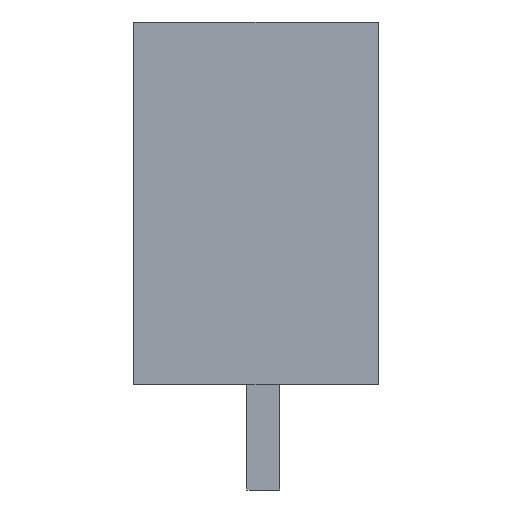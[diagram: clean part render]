
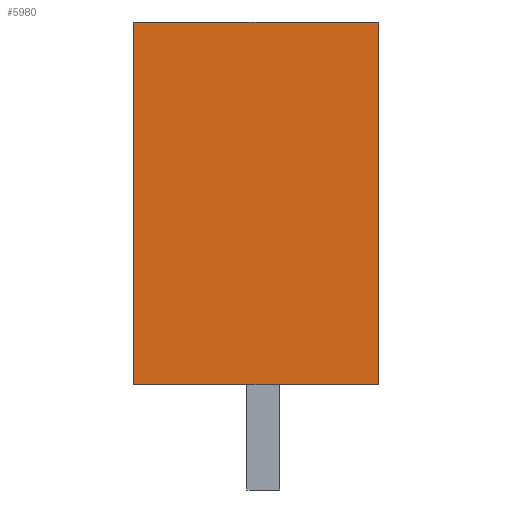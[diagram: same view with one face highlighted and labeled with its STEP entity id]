
A CAD part, left-side view. The second image highlights one B-rep face of the part: STEP entity #5980.
In plain terms, the highlighted planar face has unit normal (-1, 0, 0).
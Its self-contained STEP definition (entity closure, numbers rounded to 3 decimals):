
#5960=AXIS2_PLACEMENT_3D('Plane Axis2P3D',#5957,#5958,#5959) ;
#276=CARTESIAN_POINT('Vertex',(0.,7.45,3.2)) ;
#279=CARTESIAN_POINT('Line Origine',(0.,7.45,8.725)) ;
#283=CARTESIAN_POINT('Vertex',(0.,7.45,14.25)) ;
#5941=CARTESIAN_POINT('Vertex',(0.,0.,3.2)) ;
#5944=CARTESIAN_POINT('Line Origine',(0.,3.725,3.2)) ;
#5957=CARTESIAN_POINT('Axis2P3D Location',(0.,7.45,1.8)) ;
#5962=CARTESIAN_POINT('Line Origine',(0.,0.,8.725)) ;
#5966=CARTESIAN_POINT('Vertex',(0.,0.,14.25)) ;
#5969=CARTESIAN_POINT('Line Origine',(0.,3.725,14.25)) ;
#280=DIRECTION('Vector Direction',(0.,0.,1.)) ;
#5945=DIRECTION('Vector Direction',(0.,1.,0.)) ;
#5958=DIRECTION('Axis2P3D Direction',(1.,0.,0.)) ;
#5959=DIRECTION('Axis2P3D XDirection',(0.,0.,-1.)) ;
#5963=DIRECTION('Vector Direction',(0.,0.,-1.)) ;
#5970=DIRECTION('Vector Direction',(0.,-1.,0.)) ;
#281=VECTOR('Line Direction',#280,1.) ;
#5946=VECTOR('Line Direction',#5945,1.) ;
#5964=VECTOR('Line Direction',#5963,1.) ;
#5971=VECTOR('Line Direction',#5970,1.) ;
#5975=ORIENTED_EDGE('',*,*,#5948,.F.) ;
#5976=ORIENTED_EDGE('',*,*,#5968,.F.) ;
#5977=ORIENTED_EDGE('',*,*,#5973,.F.) ;
#5978=ORIENTED_EDGE('',*,*,#285,.F.) ;
#5980=ADVANCED_FACE('HOUSING',(#5979),#5961,.F.) ;
#285=EDGE_CURVE('',#277,#284,#282,.T.) ;
#5948=EDGE_CURVE('',#5942,#277,#5947,.T.) ;
#5968=EDGE_CURVE('',#5967,#5942,#5965,.T.) ;
#5973=EDGE_CURVE('',#284,#5967,#5972,.T.) ;
#5974=EDGE_LOOP('',(#5975,#5976,#5977,#5978)) ;
#5979=FACE_OUTER_BOUND('',#5974,.T.) ;
#282=LINE('Line',#279,#281) ;
#5947=LINE('Line',#5944,#5946) ;
#5965=LINE('Line',#5962,#5964) ;
#5972=LINE('Line',#5969,#5971) ;
#5961=PLANE('',#5960) ;
#277=VERTEX_POINT('',#276) ;
#284=VERTEX_POINT('',#283) ;
#5942=VERTEX_POINT('',#5941) ;
#5967=VERTEX_POINT('',#5966) ;
